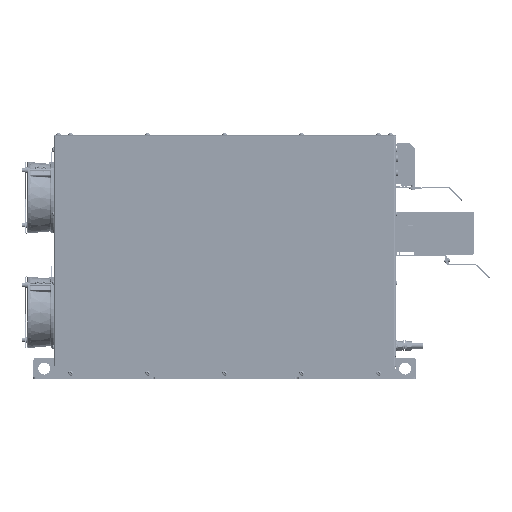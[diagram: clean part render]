
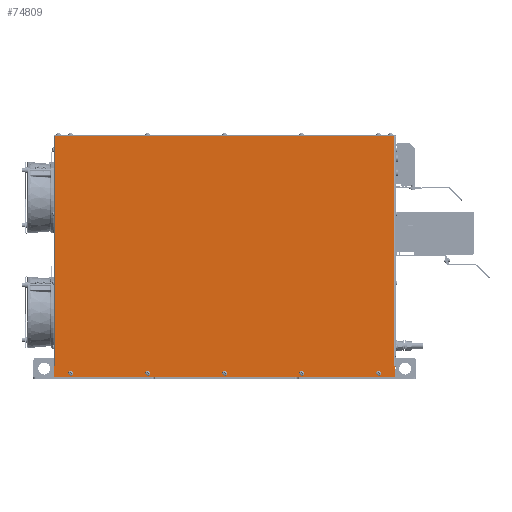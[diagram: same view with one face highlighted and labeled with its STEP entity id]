
A CAD part, front view. The second image highlights one B-rep face of the part: STEP entity #74809.
In plain terms, the highlighted face is planar.
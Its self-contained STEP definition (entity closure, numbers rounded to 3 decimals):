
#3569=PLANE('',#78886);
#5922=LINE('',#107826,#12963);
#5938=LINE('',#107867,#12979);
#5941=LINE('',#107873,#12982);
#5944=LINE('',#107879,#12985);
#5947=LINE('',#107885,#12988);
#5957=LINE('',#107908,#12998);
#5965=LINE('',#107928,#13006);
#5967=LINE('',#107932,#13008);
#5968=LINE('',#107933,#13009);
#5969=LINE('',#107934,#13010);
#12963=VECTOR('',#86229,480.);
#12979=VECTOR('',#86271,480.);
#12982=VECTOR('',#86276,0.2);
#12985=VECTOR('',#86281,2.);
#12988=VECTOR('',#86286,23.8);
#12998=VECTOR('',#86308,709.);
#13006=VECTOR('',#86328,2.);
#13008=VECTOR('',#86332,713.);
#13009=VECTOR('',#86333,23.8);
#13010=VECTOR('',#86334,0.2);
#20028=FACE_BOUND('',#25183,.T.);
#20029=FACE_BOUND('',#25184,.T.);
#20030=FACE_BOUND('',#25185,.T.);
#20031=FACE_BOUND('',#25186,.T.);
#20032=FACE_BOUND('',#25187,.T.);
#21157=FACE_OUTER_BOUND('',#25182,.T.);
#25182=EDGE_LOOP('',(#52686,#52687,#52688,#52689,#52690,#52691,#52692,#52693,
#52694,#52695));
#25183=EDGE_LOOP('',(#52696));
#25184=EDGE_LOOP('',(#52697));
#25185=EDGE_LOOP('',(#52698));
#25186=EDGE_LOOP('',(#52699));
#25187=EDGE_LOOP('',(#52700));
#30204=CIRCLE('',#78793,3.25);
#30206=CIRCLE('',#78796,3.25);
#30208=CIRCLE('',#78799,3.25);
#30210=CIRCLE('',#78802,3.25);
#30212=CIRCLE('',#78805,3.25);
#33429=VERTEX_POINT('',#107699);
#33431=VERTEX_POINT('',#107704);
#33433=VERTEX_POINT('',#107709);
#33435=VERTEX_POINT('',#107714);
#33437=VERTEX_POINT('',#107719);
#33473=VERTEX_POINT('',#107811);
#33474=VERTEX_POINT('',#107815);
#33485=VERTEX_POINT('',#107852);
#33486=VERTEX_POINT('',#107856);
#33489=VERTEX_POINT('',#107871);
#33491=VERTEX_POINT('',#107877);
#33493=VERTEX_POINT('',#107883);
#33505=VERTEX_POINT('',#107925);
#33506=VERTEX_POINT('',#107927);
#33507=VERTEX_POINT('',#107931);
#41204=EDGE_CURVE('',#33429,#33429,#30204,.T.);
#41206=EDGE_CURVE('',#33431,#33431,#30206,.T.);
#41208=EDGE_CURVE('',#33433,#33433,#30208,.T.);
#41210=EDGE_CURVE('',#33435,#33435,#30210,.T.);
#41212=EDGE_CURVE('',#33437,#33437,#30212,.T.);
#41258=EDGE_CURVE('',#33473,#33474,#5922,.T.);
#41278=EDGE_CURVE('',#33485,#33486,#5938,.T.);
#41281=EDGE_CURVE('',#33486,#33489,#5941,.T.);
#41284=EDGE_CURVE('',#33489,#33491,#5944,.T.);
#41287=EDGE_CURVE('',#33493,#33491,#5947,.T.);
#41299=EDGE_CURVE('',#33474,#33485,#5957,.T.);
#41309=EDGE_CURVE('',#33506,#33505,#5965,.T.);
#41311=EDGE_CURVE('',#33507,#33493,#5967,.T.);
#41312=EDGE_CURVE('',#33506,#33507,#5968,.T.);
#41313=EDGE_CURVE('',#33505,#33473,#5969,.T.);
#52686=ORIENTED_EDGE('',*,*,#41284,.T.);
#52687=ORIENTED_EDGE('',*,*,#41287,.F.);
#52688=ORIENTED_EDGE('',*,*,#41311,.F.);
#52689=ORIENTED_EDGE('',*,*,#41312,.F.);
#52690=ORIENTED_EDGE('',*,*,#41309,.T.);
#52691=ORIENTED_EDGE('',*,*,#41313,.T.);
#52692=ORIENTED_EDGE('',*,*,#41258,.T.);
#52693=ORIENTED_EDGE('',*,*,#41299,.T.);
#52694=ORIENTED_EDGE('',*,*,#41278,.T.);
#52695=ORIENTED_EDGE('',*,*,#41281,.T.);
#52696=ORIENTED_EDGE('',*,*,#41204,.T.);
#52697=ORIENTED_EDGE('',*,*,#41206,.T.);
#52698=ORIENTED_EDGE('',*,*,#41208,.T.);
#52699=ORIENTED_EDGE('',*,*,#41210,.T.);
#52700=ORIENTED_EDGE('',*,*,#41212,.T.);
#74809=ADVANCED_FACE('',(#21157,#20028,#20029,#20030,#20031,#20032),#3569,
 .T.);
#78793=AXIS2_PLACEMENT_3D('',#107700,#86084,#86085);
#78796=AXIS2_PLACEMENT_3D('',#107705,#86090,#86091);
#78799=AXIS2_PLACEMENT_3D('',#107710,#86096,#86097);
#78802=AXIS2_PLACEMENT_3D('',#107715,#86102,#86103);
#78805=AXIS2_PLACEMENT_3D('',#107720,#86108,#86109);
#78886=AXIS2_PLACEMENT_3D('',#107930,#86330,#86331);
#86084=DIRECTION('center_axis',(0.,0.,-1.));
#86085=DIRECTION('ref_axis',(1.,0.,0.));
#86090=DIRECTION('center_axis',(0.,0.,-1.));
#86091=DIRECTION('ref_axis',(1.,0.,0.));
#86096=DIRECTION('center_axis',(0.,0.,-1.));
#86097=DIRECTION('ref_axis',(1.,0.,0.));
#86102=DIRECTION('center_axis',(0.,0.,-1.));
#86103=DIRECTION('ref_axis',(1.,0.,0.));
#86108=DIRECTION('center_axis',(0.,0.,-1.));
#86109=DIRECTION('ref_axis',(1.,0.,0.));
#86229=DIRECTION('',(0.,1.,0.));
#86271=DIRECTION('',(0.,-1.,0.));
#86276=DIRECTION('',(0.,-1.,0.));
#86281=DIRECTION('',(-1.,0.,0.));
#86286=DIRECTION('',(0.,1.,0.));
#86308=DIRECTION('',(-1.,0.,0.));
#86328=DIRECTION('',(-1.,0.,0.));
#86330=DIRECTION('center_axis',(0.,0.,1.));
#86331=DIRECTION('ref_axis',(1.,0.,0.));
#86332=DIRECTION('',(-1.,0.,0.));
#86333=DIRECTION('',(0.,-1.,0.));
#86334=DIRECTION('',(0.,1.,0.));
#107699=CARTESIAN_POINT('',(325.25,-244.5,1.));
#107700=CARTESIAN_POINT('Origin',(322.,-244.5,1.));
#107704=CARTESIAN_POINT('',(164.25,-244.5,1.));
#107705=CARTESIAN_POINT('Origin',(161.,-244.5,1.));
#107709=CARTESIAN_POINT('',(3.25,-244.5,1.));
#107710=CARTESIAN_POINT('Origin',(0.,-244.5,1.));
#107714=CARTESIAN_POINT('',(-157.75,-244.5,1.));
#107715=CARTESIAN_POINT('Origin',(-161.,-244.5,1.));
#107719=CARTESIAN_POINT('',(-318.75,-244.5,1.));
#107720=CARTESIAN_POINT('Origin',(-322.,-244.5,1.));
#107811=CARTESIAN_POINT('',(354.5,-229.,1.));
#107815=CARTESIAN_POINT('',(354.5,251.,1.));
#107826=CARTESIAN_POINT('',(354.5,125.5,1.));
#107852=CARTESIAN_POINT('',(-354.5,251.,1.));
#107856=CARTESIAN_POINT('',(-354.5,-229.,1.));
#107867=CARTESIAN_POINT('',(-354.5,-114.6,1.));
#107871=CARTESIAN_POINT('',(-354.5,-229.2,1.));
#107873=CARTESIAN_POINT('',(-354.5,-114.6,1.));
#107877=CARTESIAN_POINT('',(-356.5,-229.2,1.));
#107879=CARTESIAN_POINT('',(-178.25,-229.2,1.));
#107883=CARTESIAN_POINT('',(-356.5,-253.,1.));
#107885=CARTESIAN_POINT('',(-356.5,253.,1.));
#107908=CARTESIAN_POINT('',(-178.25,251.,1.));
#107925=CARTESIAN_POINT('',(354.5,-229.2,1.));
#107927=CARTESIAN_POINT('',(356.5,-229.2,1.));
#107928=CARTESIAN_POINT('',(177.25,-229.2,1.));
#107930=CARTESIAN_POINT('Origin',(0.,0.,
1.));
#107931=CARTESIAN_POINT('',(356.5,-253.,1.));
#107932=CARTESIAN_POINT('',(-356.5,-253.,1.));
#107933=CARTESIAN_POINT('',(356.5,-253.,1.));
#107934=CARTESIAN_POINT('',(354.5,125.5,1.));
